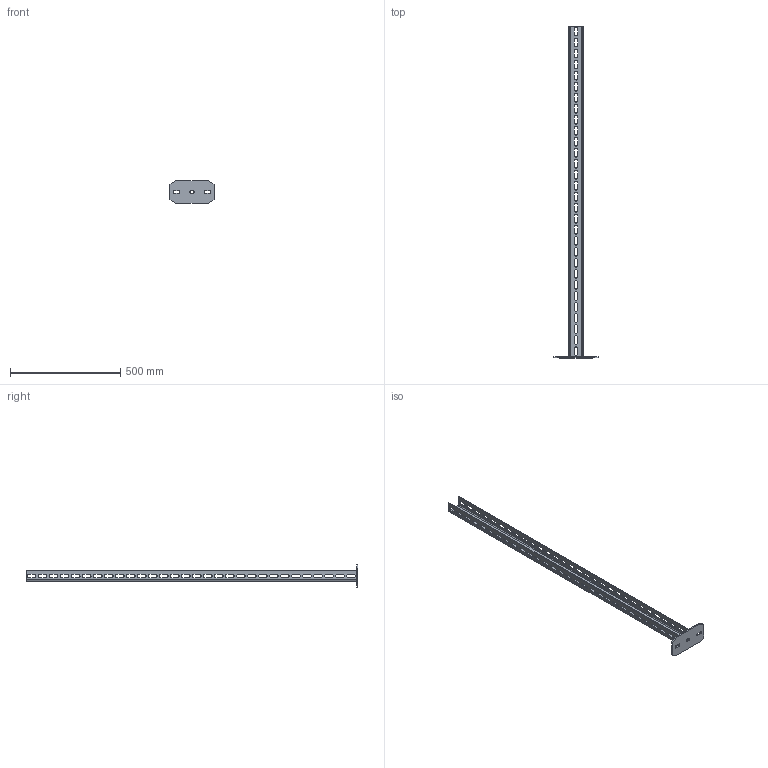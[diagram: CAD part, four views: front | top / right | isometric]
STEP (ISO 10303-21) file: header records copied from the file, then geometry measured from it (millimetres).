
FILE_DESCRIPTION((''),'2;1');
FILE_NAME('6339239','2012-07-23T',('AndreasKeweloh'),(''),'PRO/ENGINEER BY PARAMETRIC TECHNOLOGY CORPORATION, 2012130','PRO/ENGINEER BY PARAMETRIC TECHNOLOGY CORPORATION, 2012130','');
FILE_SCHEMA(('CONFIG_CONTROL_DESIGN'));
Length unit declared in the file: millimetre
Products named in the file (1): 6339239
Bounding box: 200 x 1506.5 x 100 mm (x, y, z)
Volume: 873520.6 mm3; surface area: 465396.1 mm2
Topology: 1 solids, 1 shells, 395 faces, 1176 edges, 784 vertices
Faces by surface type: plane 205, cylinder 190
Entity records: 13760 total; most frequent: CARTESIAN_POINT 2355, ORIENTED_EDGE 2352, DIRECTION 2346, EDGE_CURVE 1176, VECTOR 796, LINE 796, VERTEX_POINT 784, AXIS2_PLACEMENT_3D 775
